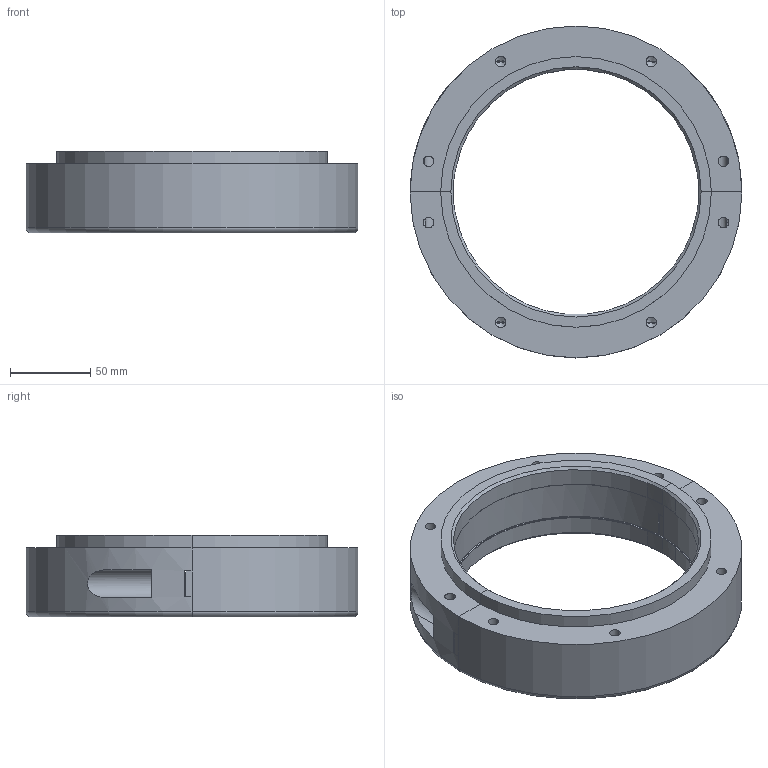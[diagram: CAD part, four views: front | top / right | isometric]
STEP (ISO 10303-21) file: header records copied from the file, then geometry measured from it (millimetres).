
FILE_DESCRIPTION (( 'STEP AP203' ), '1' );
FILE_NAME ('C82.STEP', '2022-04-27T14:42:03', ( '' ), ( '' ), 'SwSTEP 2.0', 'SolidWorks 2020', '' );
FILE_SCHEMA (( 'CONFIG_CONTROL_DESIGN' ));
Length unit declared in the file: inch
Products named in the file (1): C82
Bounding box: 206.38 x 206.38 x 50.8 mm (x, y, z)
Volume: 640122.9 mm3; surface area: 96216.4 mm2
Topology: 1 solids, 1 shells, 116 faces, 308 edges, 180 vertices
Faces by surface type: cylinder 54, plane 32, cone 22, torus 8
Entity records: 3991 total; most frequent: CARTESIAN_POINT 1057, DIRECTION 618, ORIENTED_EDGE 592, EDGE_CURVE 296, AXIS2_PLACEMENT_3D 245, VERTEX_POINT 180, EDGE_LOOP 132, VECTOR 128
